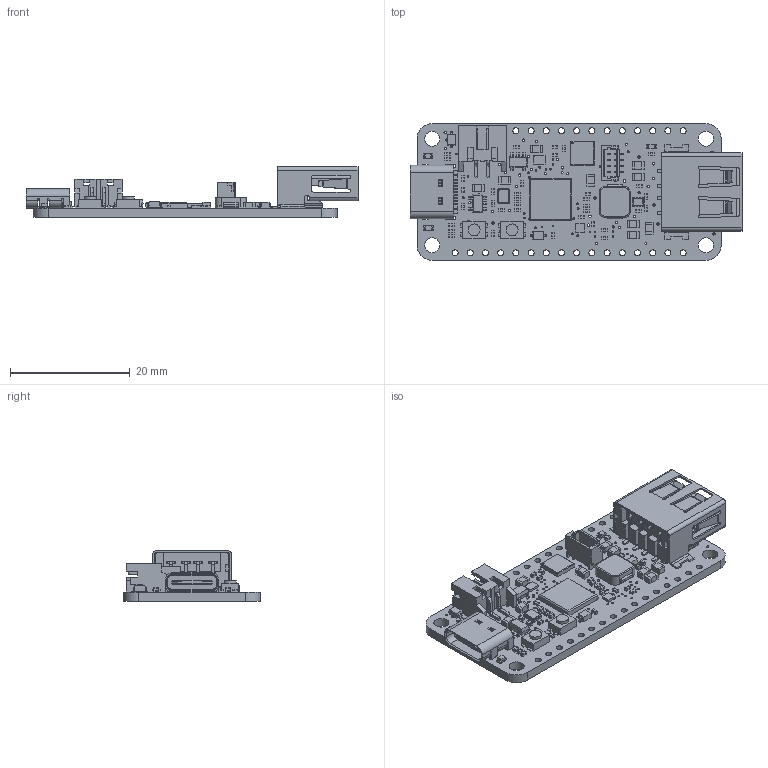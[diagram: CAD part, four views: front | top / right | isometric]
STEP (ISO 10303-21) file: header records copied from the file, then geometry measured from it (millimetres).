
FILE_DESCRIPTION(/* description */ (''),/* implementation_level */ '2;1');
FILE_NAME(/* name */ 'PCB Component.step',/* time_stamp */ '2023-04-18T14:04:27-04:00',/* author */ (''),/* organization */ (''),/* preprocessor_version */ 'ST-DEVELOPER v19.2',/* originating_system */ 'Autodesk Translation Framework v12.4.0.73',/* authorisation */ '');
FILE_SCHEMA (('AUTOMOTIVE_DESIGN { 1 0 10303 214 3 1 1 }'));
Products named in the file (21): PCB Component; Board; FUSE; GREEN; 10K; RKB2; RT9080-3.3; JSTPH; MCP73831T-2ACI/OT; WS2812B_SK6805_1515; 8MB QSPI; PMEG2020AEA; DMG3415UFY; USB Type C; RP2040_QFN56; 12MHz/12pF; 1N5819; STEMMA_I2C_QTRA; USB A; TPS61023; 1uH
Assembly tree (65 placements, depth 2):
  PCB Component
    Board
    FUSE  x9
    GREEN  x3
    10K  x35
    RKB2  x2
    RT9080-3.3
    JSTPH
    MCP73831T-2ACI/OT
    WS2812B_SK6805_1515
    8MB QSPI
    PMEG2020AEA
    DMG3415UFY
    USB Type C
    RP2040_QFN56
    12MHz/12pF
    1N5819
    STEMMA_I2C_QTRA
    USB A
    TPS61023
    1uH
Bounding box: 55.46 x 22.86 x 8.49 mm (x, y, z)
Volume: 2788 mm3; surface area: 6406.7 mm2
Topology: 186 solids, 190 shells, 3241 faces, 8159 edges, 5308 vertices
Faces by surface type: plane 2496, cylinder 631, bspline 78, torus 20, cone 10, sphere 6
Full cylindrical faces by diameter (mm): 0.15 x1, 0.3 x49, 0.35 x5, 0.381 x4, 0.394 x4, 0.4 x67, 0.5 x2, 0.65 x2, 1 x28, 1.18 x2, 1.5 x2, 2 x2, 2.5 x2, 2.54 x2
Entity records: 77102 total; most frequent: CARTESIAN_POINT 15042, ORIENTED_EDGE 12520, DIRECTION 12150, EDGE_CURVE 6260, LINE 4870, VECTOR 4870, VERTEX_POINT 4046, AXIS2_PLACEMENT_3D 3640
